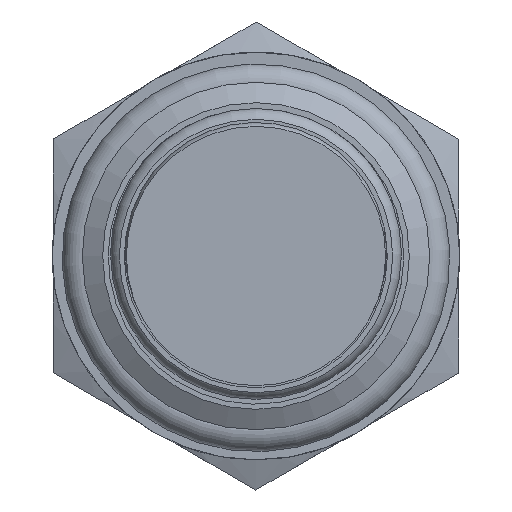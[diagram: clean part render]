
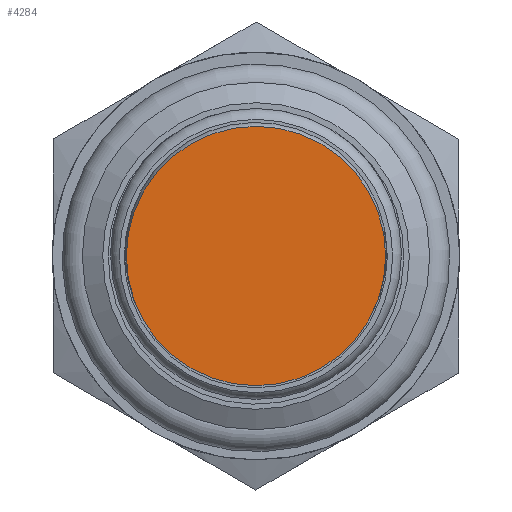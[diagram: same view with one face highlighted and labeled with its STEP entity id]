
A CAD part, left-side view. The second image highlights one B-rep face of the part: STEP entity #4284.
In plain terms, the highlighted face is planar.
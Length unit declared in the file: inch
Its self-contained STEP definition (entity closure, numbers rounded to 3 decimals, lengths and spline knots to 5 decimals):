
#4268=CARTESIAN_POINT('',(0.0,0.14,2.32));
#4269=DIRECTION('',(0.0,0.0,1.0));
#4270=DIRECTION('',(1.0,0.0,0.0));
#4271=AXIS2_PLACEMENT_3D('',#4268,#4269,#4270);
#4272=PLANE('',#4271);
#4273=CARTESIAN_POINT('',(0.0,0.28,2.32));
#4274=VERTEX_POINT('',#4273);
#4275=CARTESIAN_POINT('',(0.0,0.,2.32));
#4276=DIRECTION('',(0.0,0.0,-1.0));
#4277=DIRECTION('',(0.0,1.0,0.0));
#4278=AXIS2_PLACEMENT_3D('',#4275,#4276,#4277);
#4279=CIRCLE('',#4278,0.28);
#4280=EDGE_CURVE('',#4274,#4274,#4279,.T.);
#4281=ORIENTED_EDGE('',*,*,#4280,.F.);
#4282=EDGE_LOOP('',(#4281));
#4283=FACE_OUTER_BOUND('',#4282,.T.);
#4284=ADVANCED_FACE('',(#4283),#4272,.T.);
